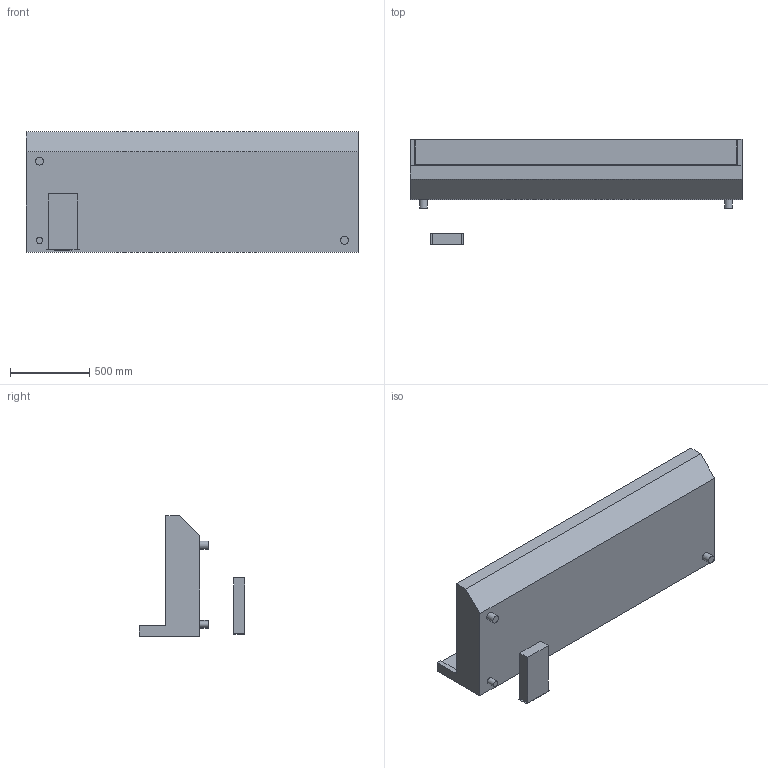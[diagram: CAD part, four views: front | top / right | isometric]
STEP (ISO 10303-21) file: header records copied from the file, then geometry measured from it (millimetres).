
FILE_DESCRIPTION(/* description */ ('Bäckertheke: Kälte extern'),/* implementation_level */ '2;1');
FILE_NAME(/* name */ '3D-AKE-00003050.stp',/* time_stamp */ '2024-05-21T12:24:18+02:00',/* author */ ('julian.lux'),/* organization */ (''),/* preprocessor_version */ 'ST-DEVELOPER v18.1',/* originating_system */ 'Autodesk Inventor 2020',/* authorisation */ '');
FILE_SCHEMA (('AUTOMOTIVE_DESIGN { 1 0 10303 214 3 1 1 }'));
Length unit declared in the file: millimetre
Products named in the file (1): 3D-AKE-00003050
Bounding box: 2095 x 666 x 760 mm (x, y, z)
Volume: 131784043.9 mm3; surface area: 10212482.6 mm2
Topology: 4 solids, 4 shells, 79 faces, 189 edges, 128 vertices
Faces by surface type: plane 76, cylinder 3
Full cylindrical faces by diameter (mm): 40 x1, 50 x2
Entity records: 2301 total; most frequent: CARTESIAN_POINT 397, ORIENTED_EDGE 378, DIRECTION 361, EDGE_CURVE 189, LINE 177, VECTOR 177, VERTEX_POINT 128, AXIS2_PLACEMENT_3D 92
